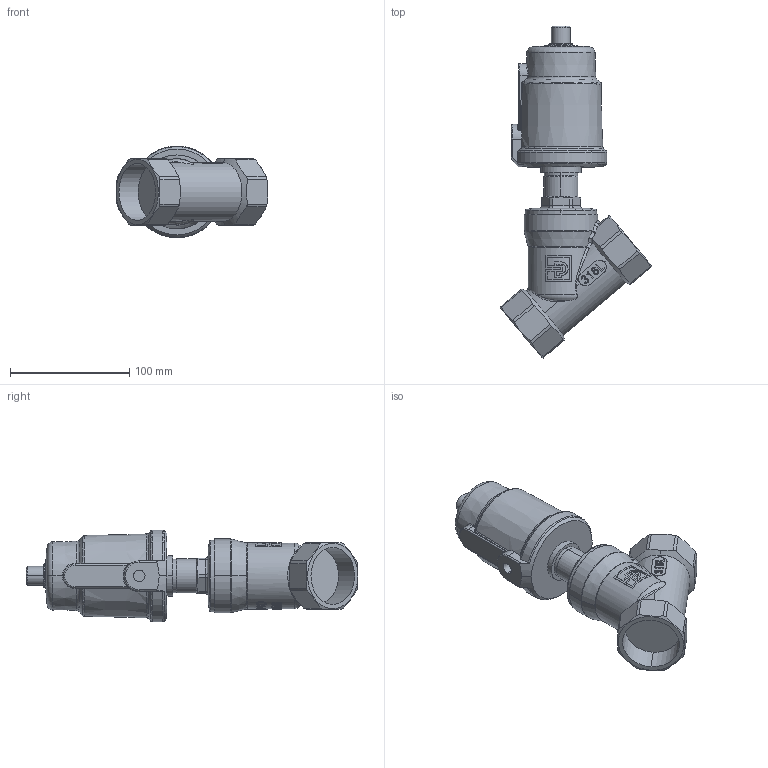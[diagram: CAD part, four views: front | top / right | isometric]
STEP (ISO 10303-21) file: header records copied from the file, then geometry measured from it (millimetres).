
FILE_DESCRIPTION (( 'STEP AP203' ), '1' );
FILE_NAME ('63DN40H2550.STEP', '2013-11-06T06:37:37', ( 'ad' ), ( '' ), 'SwSTEP 2.0', 'SolidWorks 2013', '' );
FILE_SCHEMA (( 'CONFIG_CONTROL_DESIGN' ));
Length unit declared in the file: millimetre
Products named in the file (1): 63DN40H2550
Bounding box: 127.3 x 278.65 x 76.87 mm (x, y, z)
Volume: 718534 mm3; surface area: 81748 mm2
Topology: 3 solids, 3 shells, 408 faces, 1023 edges, 649 vertices
Faces by surface type: bspline 153, plane 96, cylinder 88, cone 34, torus 32, sphere 5
Entity records: 26145 total; most frequent: CARTESIAN_POINT 17600, ORIENTED_EDGE 2046, DIRECTION 1296, EDGE_CURVE 1023, VERTEX_POINT 649, AXIS2_PLACEMENT_3D 511, B_SPLINE_CURVE_WITH_KNOTS 485, EDGE_LOOP 436
